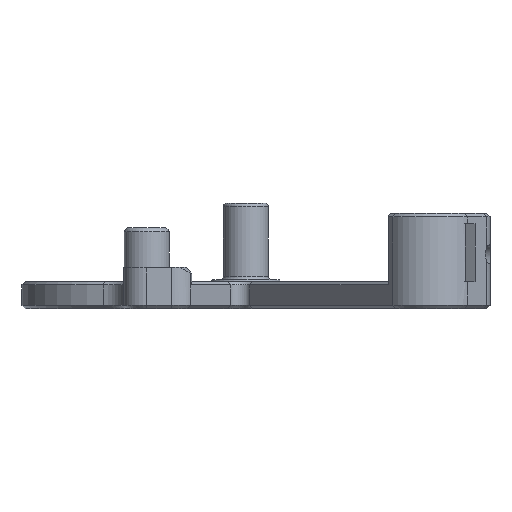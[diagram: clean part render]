
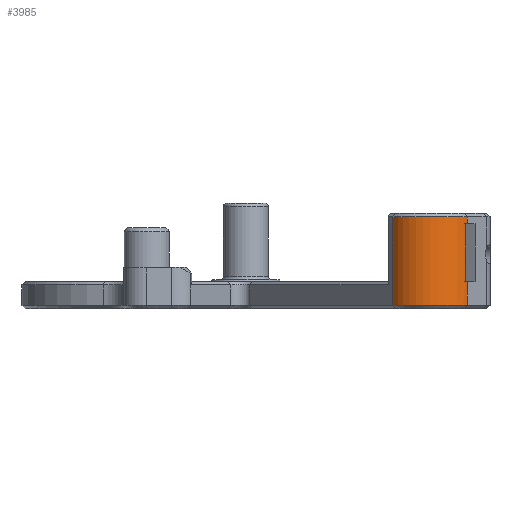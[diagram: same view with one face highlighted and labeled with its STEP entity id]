
A CAD part, front view. The second image highlights one B-rep face of the part: STEP entity #3985.
In plain terms, the highlighted cylindrical face has radius 8 mm (diameter 16 mm), a partial arc.
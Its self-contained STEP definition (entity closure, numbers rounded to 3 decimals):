
#290=FACE_OUTER_BOUND('',#507,.T.);
#507=EDGE_LOOP('',(#2904,#2905,#2906,#2907,#2908,#2909,#2910,#2911));
#814=LINE('',#5867,#1280);
#818=LINE('',#5875,#1284);
#821=LINE('',#5885,#1287);
#822=LINE('',#5890,#1288);
#1280=VECTOR('',#4688,10.);
#1284=VECTOR('',#4692,10.);
#1287=VECTOR('',#4701,10.);
#1288=VECTOR('',#4706,10.);
#1697=CIRCLE('',#4222,8.);
#1704=CIRCLE('',#4242,8.);
#1705=CIRCLE('',#4243,8.);
#1706=CIRCLE('',#4244,8.);
#1837=VERTEX_POINT('',#5773);
#1840=VERTEX_POINT('',#5781);
#1867=VERTEX_POINT('',#5866);
#1870=VERTEX_POINT('',#5872);
#1871=VERTEX_POINT('',#5874);
#1875=VERTEX_POINT('',#5884);
#1876=VERTEX_POINT('',#5887);
#1877=VERTEX_POINT('',#5889);
#2234=EDGE_CURVE('',#1837,#1840,#1697,.T.);
#2269=EDGE_CURVE('',#1867,#1840,#814,.T.);
#2273=EDGE_CURVE('',#1871,#1870,#818,.T.);
#2278=EDGE_CURVE('',#1837,#1875,#821,.T.);
#2279=EDGE_CURVE('',#1871,#1875,#1704,.T.);
#2280=EDGE_CURVE('',#1870,#1876,#1705,.T.);
#2281=EDGE_CURVE('',#1876,#1877,#822,.T.);
#2282=EDGE_CURVE('',#1877,#1867,#1706,.T.);
#2904=ORIENTED_EDGE('',*,*,#2234,.F.);
#2905=ORIENTED_EDGE('',*,*,#2278,.T.);
#2906=ORIENTED_EDGE('',*,*,#2279,.F.);
#2907=ORIENTED_EDGE('',*,*,#2273,.T.);
#2908=ORIENTED_EDGE('',*,*,#2280,.T.);
#2909=ORIENTED_EDGE('',*,*,#2281,.T.);
#2910=ORIENTED_EDGE('',*,*,#2282,.T.);
#2911=ORIENTED_EDGE('',*,*,#2269,.T.);
#3937=CYLINDRICAL_SURFACE('',#4241,8.);
#3985=ADVANCED_FACE('',(#290),#3937,.T.);
#4222=AXIS2_PLACEMENT_3D('',#5785,#4627,#4628);
#4241=AXIS2_PLACEMENT_3D('',#5883,#4699,#4700);
#4242=AXIS2_PLACEMENT_3D('',#5886,#4702,#4703);
#4243=AXIS2_PLACEMENT_3D('',#5888,#4704,#4705);
#4244=AXIS2_PLACEMENT_3D('',#5891,#4707,#4708);
#4627=DIRECTION('center_axis',(0.,0.,
1.));
#4628=DIRECTION('ref_axis',(0.014,-1.,0.));
#4688=DIRECTION('',(0.,0.,1.));
#4692=DIRECTION('',(0.,0.,1.));
#4699=DIRECTION('center_axis',(0.,0.,
-1.));
#4700=DIRECTION('ref_axis',(0.014,-1.,0.));
#4701=DIRECTION('',(0.,0.,-1.));
#4702=DIRECTION('center_axis',(0.,0.,
-1.));
#4703=DIRECTION('ref_axis',(0.014,-1.,0.));
#4704=DIRECTION('center_axis',(0.,0.,-1.));
#4705=DIRECTION('ref_axis',(0.014,-1.,0.));
#4706=DIRECTION('',(0.,0.,1.));
#4707=DIRECTION('center_axis',(0.,0.,1.));
#4708=DIRECTION('ref_axis',(0.014,-1.,0.));
#5773=CARTESIAN_POINT('',(124.93,-77.09,-115.));
#5781=CARTESIAN_POINT('',(138.066,-76.905,-115.));
#5785=CARTESIAN_POINT('Origin',(131.433,-72.431,-115.));
#5866=CARTESIAN_POINT('',(138.066,-76.905,-116.2));
#5867=CARTESIAN_POINT('',(138.066,-76.905,-123.15));
#5872=CARTESIAN_POINT('',(138.066,-76.905,-126.4));
#5874=CARTESIAN_POINT('',(138.066,-76.905,-130.6));
#5875=CARTESIAN_POINT('',(138.066,-76.905,-123.15));
#5883=CARTESIAN_POINT('Origin',(131.433,-72.431,-123.15));
#5884=CARTESIAN_POINT('',(124.93,-77.09,-130.6));
#5885=CARTESIAN_POINT('',(124.93,-77.09,-123.15));
#5886=CARTESIAN_POINT('Origin',(131.433,-72.431,-130.6));
#5887=CARTESIAN_POINT('',(137.677,-77.432,-126.4));
#5888=CARTESIAN_POINT('Origin',(131.433,-72.431,-126.4));
#5889=CARTESIAN_POINT('',(137.677,-77.432,-116.2));
#5890=CARTESIAN_POINT('',(137.677,-77.432,-123.15));
#5891=CARTESIAN_POINT('Origin',(131.433,-72.431,-116.2));
